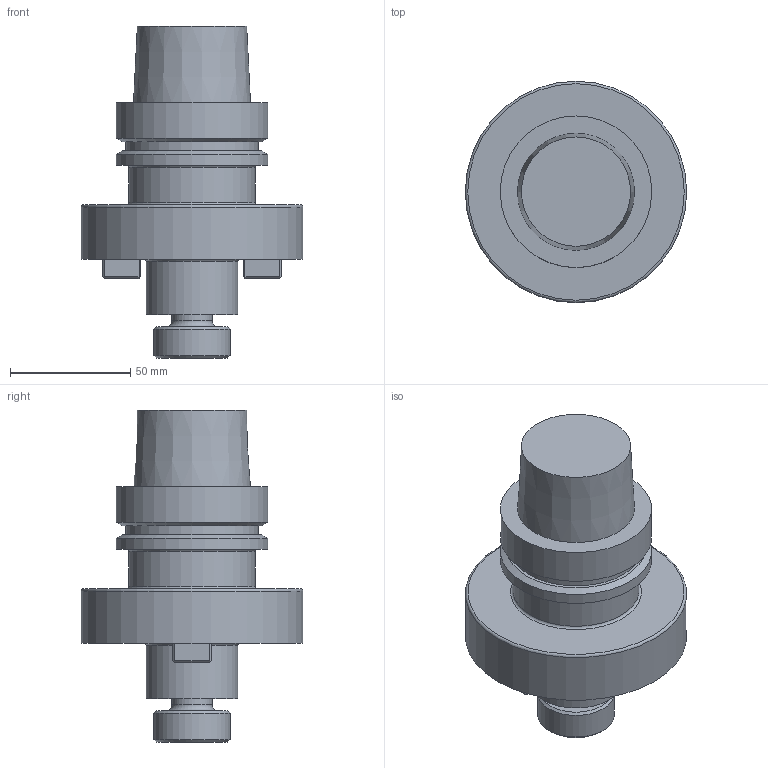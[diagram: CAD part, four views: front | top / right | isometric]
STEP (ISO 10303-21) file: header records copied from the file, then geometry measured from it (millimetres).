
FILE_DESCRIPTION(/* description */ (''),/* implementation_level */ '2;1');
FILE_NAME(/* name */ 'TOOLCOMP_1.STP',/* time_stamp */ '2022-11-10T12:24:22+01:00',/* author */ (''),/* organization */ ('SMS'),/* preprocessor_version */ 'ST-DEVELOPER v16.7',/* originating_system */ 'SIEMENS PLM Software NX 12.0',/* authorisation */ '');
FILE_SCHEMA (('AUTOMOTIVE_DESIGN { 1 0 10303 214 3 1 1 1 }'));
Length unit declared in the file: millimetre
Products named in the file (2): NOCUT_COMP20221110122239; TOOLCOMP_1
Assembly tree (1 placements, depth 2):
  TOOLCOMP_1
    NOCUT_COMP20221110122239
Bounding box: 92 x 92 x 138 mm (x, y, z)
Volume: 719714.9 mm3; surface area: 84931 mm2
Topology: 2 solids, 6 shells, 240 faces, 522 edges, 321 vertices
Faces by surface type: plane 144, cone 44, cylinder 34, torus 18
Full cylindrical faces by diameter (mm): 8 x4, 8.5 x4, 9.57 x2, 13 x4, 13.3 x4, 16.65 x2, 31.75 x2, 38.1 x2, 52.5 x2, 55 x2, 63 x4, 92 x2
Entity records: 6027 total; most frequent: CARTESIAN_POINT 1136, DIRECTION 1010, ORIENTED_EDGE 840, EDGE_CURVE 420, AXIS2_PLACEMENT_3D 391, EDGE_LOOP 344, VERTEX_POINT 294, ADVANCED_FACE 240
